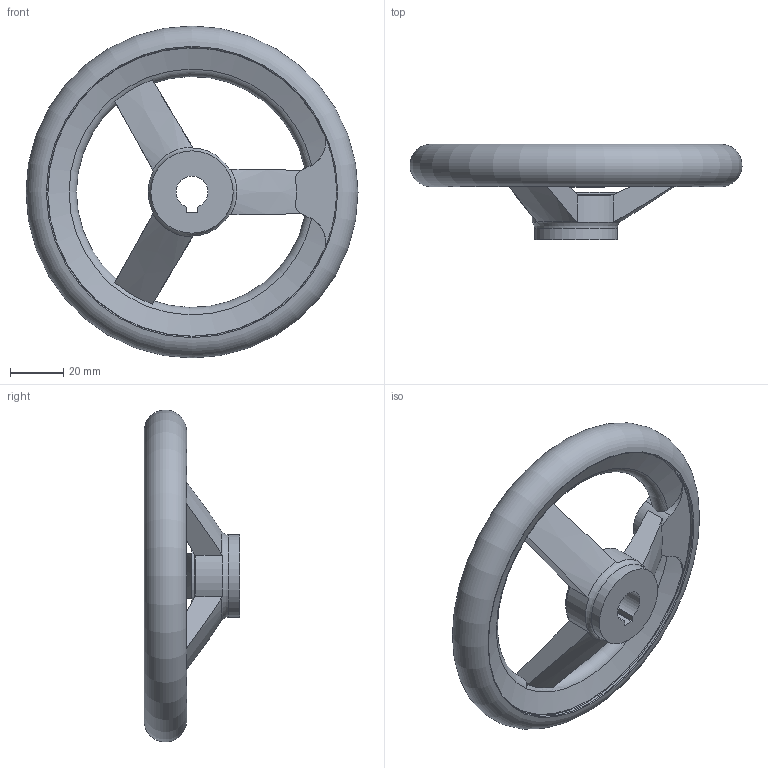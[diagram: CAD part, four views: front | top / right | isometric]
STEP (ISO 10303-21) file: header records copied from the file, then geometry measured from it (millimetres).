
FILE_DESCRIPTION( ( 'STEP AP214' ), '1' );
FILE_NAME( 'K0160.1125X12.stp', '2020-11-26T09:57:54', ( '' ), ( '' ), ' ', 'PARTsolutions', ' ' );
FILE_SCHEMA( ( 'AUTOMOTIVE_DESIGN { 1 0 10303 214 1 1 1 1 }' ) );
Length unit declared in the file: millimetre
Products named in the file (1): _K0160.1125X12
Bounding box: 124.99 x 35.99 x 124.99 mm (x, y, z)
Volume: 94385 mm3; surface area: 26750.8 mm2
Topology: 1 solids, 1 shells, 46 faces, 135 edges, 87 vertices
Faces by surface type: cylinder 15, plane 13, torus 12, cone 6
Full cylindrical faces by diameter (mm): 31 x2, 109 x2
Entity records: 2146 total; most frequent: CARTESIAN_POINT 647, ORIENTED_EDGE 238, DIRECTION 214, EDGE_CURVE 119, AXIS2_PLACEMENT_3D 95, VERTEX_POINT 84, EDGE_LOOP 62, FACE_OUTER_BOUND 57
